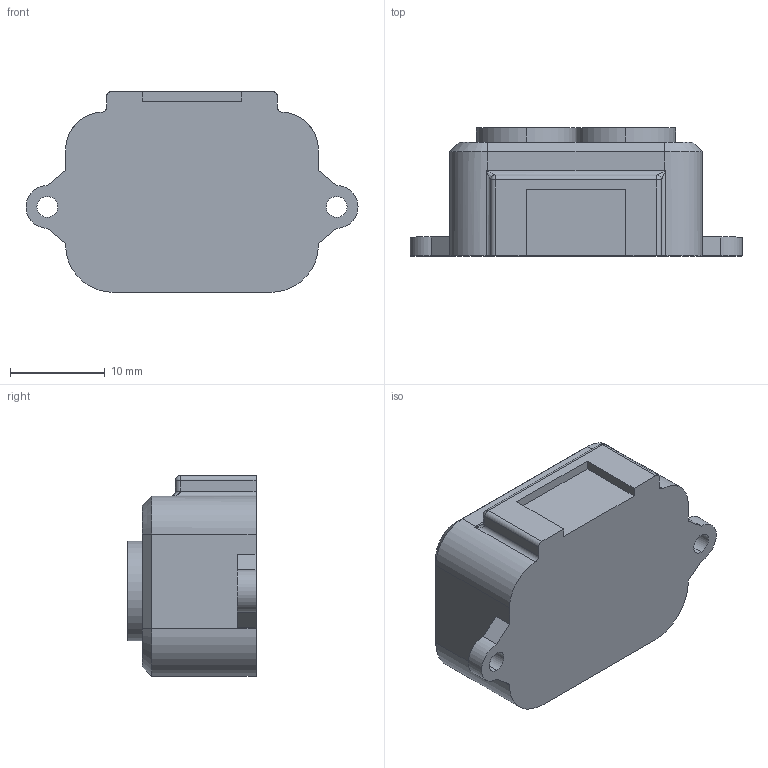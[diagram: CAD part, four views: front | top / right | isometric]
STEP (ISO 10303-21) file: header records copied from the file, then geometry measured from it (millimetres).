
FILE_DESCRIPTION (( 'STEP AP214' ), '1' );
FILE_NAME ('Sensor LUNA.STEP', '2020-05-28T13:05:28', ( '' ), ( '' ), 'SwSTEP 2.0', 'SolidWorks 2020', '' );
FILE_SCHEMA (( 'AUTOMOTIVE_DESIGN' ));
Length unit declared in the file: millimetre
Products named in the file (1): Sensor LUNA
Bounding box: 35 x 13.5 x 21.15 mm (x, y, z)
Volume: 6219 mm3; surface area: 2417.8 mm2
Topology: 1 solids, 1 shells, 69 faces, 176 edges, 106 vertices
Faces by surface type: cylinder 28, plane 25, cone 4, torus 4, bspline 4, sphere 4
Entity records: 2210 total; most frequent: CARTESIAN_POINT 502, DIRECTION 360, ORIENTED_EDGE 336, EDGE_CURVE 168, AXIS2_PLACEMENT_3D 134, VERTEX_POINT 104, LINE 92, VECTOR 92
